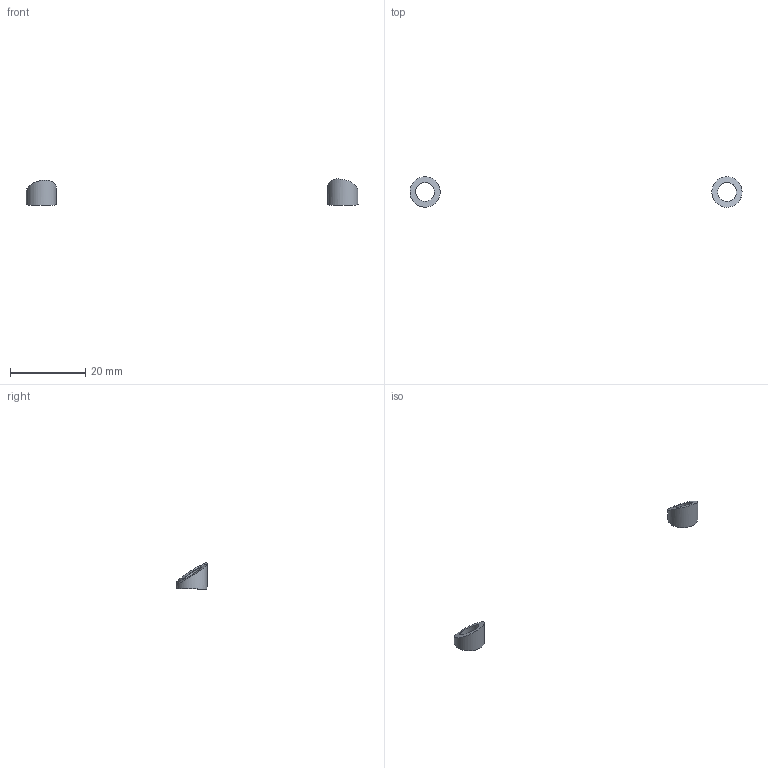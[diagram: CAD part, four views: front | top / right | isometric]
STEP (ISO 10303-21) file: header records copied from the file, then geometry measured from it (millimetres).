
FILE_DESCRIPTION(('HOOPS Exchange Step'),'2;1');
FILE_NAME('temp_export','2022-01-17T15:13:34-08:00',('mobile'),('Shapr3D Limited'),'HOOPS Exchange 2021.2','Shapr3D','Authorized');
FILE_SCHEMA( ('AP203_CONFIGURATION_CONTROLLED_3D_DESIGN_OF_MECHANICAL_PARTS_AND_ASSEMBLIES_MIM_LF') );
Length unit declared in the file: millimetre
Products named in the file (1): 8D54DDED-37D6-4DAD-99A5-DB1432FCBE58.tmp
Bounding box: 88 x 8.06 x 6.94 mm (x, y, z)
Volume: 257.6 mm3; surface area: 477.3 mm2
Topology: 2 solids, 2 shells, 8 faces, 12 edges, 8 vertices
Faces by surface type: cylinder 4, plane 2, bspline 2
Full cylindrical faces by diameter (mm): 5 x2, 8 x2
Entity records: 1206 total; most frequent: CARTESIAN_POINT 1038, DIRECTION 26, ORIENTED_EDGE 24, EDGE_CURVE 12, EDGE_LOOP 12, FACE_BOUND 12, AXIS2_PLACEMENT_3D 11, VERTEX_POINT 8
